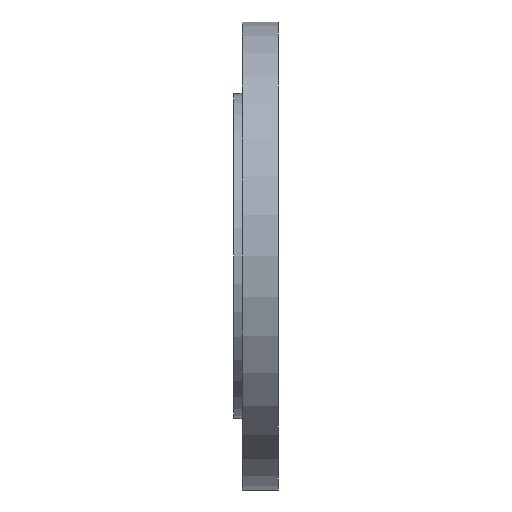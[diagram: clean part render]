
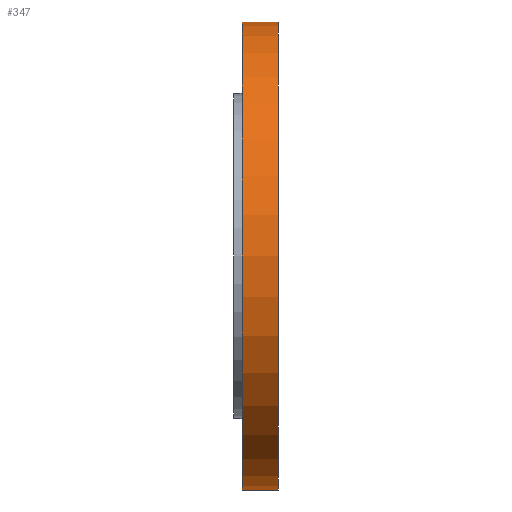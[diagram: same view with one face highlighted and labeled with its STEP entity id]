
A CAD part, left-side view. The second image highlights one B-rep face of the part: STEP entity #347.
In plain terms, the highlighted cylindrical face has radius 142.5 mm (diameter 285 mm), a partial arc.
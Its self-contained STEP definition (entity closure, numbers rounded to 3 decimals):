
#66 = DIRECTION ( 'NONE',  ( 0., -1., 0. ) ) ;
#85 = CARTESIAN_POINT ( 'NONE',  ( 0., 22., 142.5 ) ) ;
#114 = VERTEX_POINT ( 'NONE', #274 ) ;
#142 = VERTEX_POINT ( 'NONE', #422 ) ;
#144 = AXIS2_PLACEMENT_3D ( 'NONE', #901, #680, #816 ) ;
#168 = DIRECTION ( 'NONE',  ( 0., 1., 0. ) ) ;
#174 = DIRECTION ( 'NONE',  ( 0., 0., 1. ) ) ;
#236 = AXIS2_PLACEMENT_3D ( 'NONE', #529, #168, #174 ) ;
#263 = CARTESIAN_POINT ( 'NONE',  ( 0., 0., 142.5 ) ) ;
#274 = CARTESIAN_POINT ( 'NONE',  ( 0., 0., -142.5 ) ) ;
#308 = EDGE_CURVE ( 'NONE', #142, #863, #700, .T. ) ;
#310 = CYLINDRICAL_SURFACE ( 'NONE', #144, 142.5 ) ;
#327 = ORIENTED_EDGE ( 'NONE', *, *, #644, .F. ) ;
#347 = ADVANCED_FACE ( 'NONE', ( #751 ), #310, .T. ) ;
#365 = VECTOR ( 'NONE', #66, 1000. ) ;
#368 = CIRCLE ( 'NONE', #236, 142.5 ) ;
#382 = DIRECTION ( 'NONE',  ( 0., 0., 1. ) ) ;
#421 = LINE ( 'NONE', #908, #365 ) ;
#422 = CARTESIAN_POINT ( 'NONE',  ( 0., 22., -142.5 ) ) ;
#494 = VERTEX_POINT ( 'NONE', #263 ) ;
#511 = ORIENTED_EDGE ( 'NONE', *, *, #308, .F. ) ;
#529 = CARTESIAN_POINT ( 'NONE',  ( 0., 0., 0. ) ) ;
#588 = ORIENTED_EDGE ( 'NONE', *, *, #618, .T. ) ;
#618 = EDGE_CURVE ( 'NONE', #142, #114, #421, .T. ) ;
#644 = EDGE_CURVE ( 'NONE', #863, #494, #661, .T. ) ;
#661 = LINE ( 'NONE', #85, #736 ) ;
#670 = CARTESIAN_POINT ( 'NONE',  ( 0., 22., 142.5 ) ) ;
#680 = DIRECTION ( 'NONE',  ( 0., -1., 0. ) ) ;
#689 = DIRECTION ( 'NONE',  ( 0., 1., 0. ) ) ;
#700 = CIRCLE ( 'NONE', #761, 142.5 ) ;
#736 = VECTOR ( 'NONE', #879, 1000. ) ;
#747 = ORIENTED_EDGE ( 'NONE', *, *, #815, .T. ) ;
#751 = FACE_OUTER_BOUND ( 'NONE', #867, .T. ) ;
#761 = AXIS2_PLACEMENT_3D ( 'NONE', #897, #689, #382 ) ;
#815 = EDGE_CURVE ( 'NONE', #114, #494, #368, .T. ) ;
#816 = DIRECTION ( 'NONE',  ( 0., 0., -1. ) ) ;
#863 = VERTEX_POINT ( 'NONE', #670 ) ;
#867 = EDGE_LOOP ( 'NONE', ( #327, #511, #588, #747 ) ) ;
#879 = DIRECTION ( 'NONE',  ( 0., -1., 0. ) ) ;
#897 = CARTESIAN_POINT ( 'NONE',  ( 0., 22., 0. ) ) ;
#901 = CARTESIAN_POINT ( 'NONE',  ( 0., 22., 0. ) ) ;
#908 = CARTESIAN_POINT ( 'NONE',  ( 0., 22., -142.5 ) ) ;
